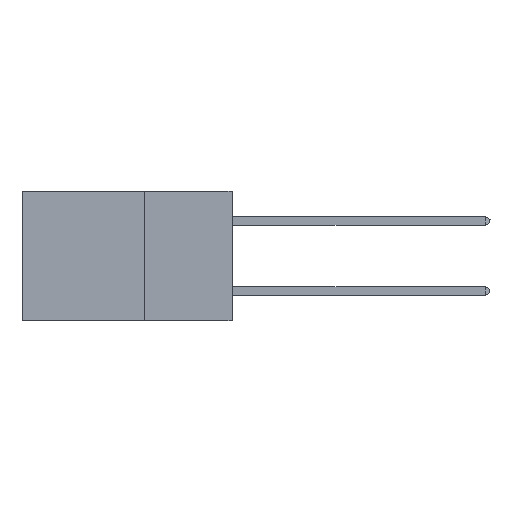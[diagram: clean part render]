
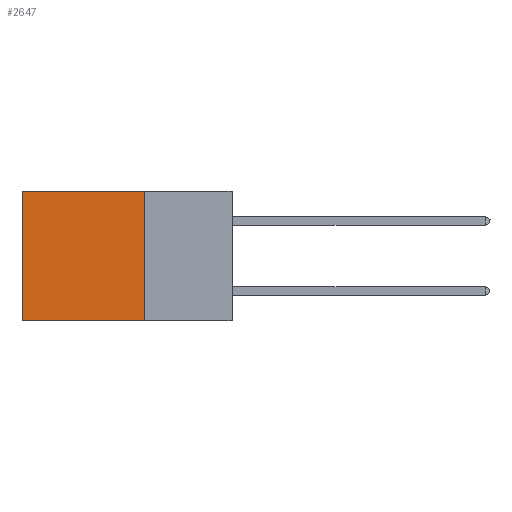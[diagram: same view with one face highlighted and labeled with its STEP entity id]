
A CAD part, left-side view. The second image highlights one B-rep face of the part: STEP entity #2647.
In plain terms, the highlighted planar face has unit normal (-1, 0, 0).
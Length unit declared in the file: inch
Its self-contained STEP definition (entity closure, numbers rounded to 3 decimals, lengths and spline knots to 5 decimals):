
#252 = VECTOR ( 'NONE', #2213, 39.37008 ) ;
#448 = ORIENTED_EDGE ( 'NONE', *, *, #2770, .F. ) ;
#1956 = FACE_OUTER_BOUND ( 'NONE', #13877, .T. ) ;
#2213 = DIRECTION ( 'NONE',  ( 0., 1., 0. ) ) ;
#2647 = ADVANCED_FACE ( 'NONE', ( #1956 ), #2997, .F. ) ;
#2770 = EDGE_CURVE ( 'NONE', #8350, #4649, #3456, .T. ) ;
#2997 = PLANE ( 'NONE',  #3995 ) ;
#3456 = LINE ( 'NONE', #13934, #4728 ) ;
#3502 = CARTESIAN_POINT ( 'NONE',  ( 0.2875, 0.6, 0. ) ) ;
#3995 = AXIS2_PLACEMENT_3D ( 'NONE', #6659, #6592, #11230 ) ;
#4287 = DIRECTION ( 'NONE',  ( 0., 0., -1. ) ) ;
#4553 = VERTEX_POINT ( 'NONE', #13113 ) ;
#4649 = VERTEX_POINT ( 'NONE', #5599 ) ;
#4728 = VECTOR ( 'NONE', #7031, 39.37008 ) ;
#5018 = ORIENTED_EDGE ( 'NONE', *, *, #6160, .T. ) ;
#5566 = VECTOR ( 'NONE', #11287, 39.37008 ) ;
#5599 = CARTESIAN_POINT ( 'NONE',  ( 0.2875, 0.25, -0.37 ) ) ;
#5762 = CARTESIAN_POINT ( 'NONE',  ( 0.2875, 0.25, 0. ) ) ;
#6160 = EDGE_CURVE ( 'NONE', #8350, #7495, #13632, .T. ) ;
#6592 = DIRECTION ( 'NONE',  ( 1., 0., 0. ) ) ;
#6645 = CARTESIAN_POINT ( 'NONE',  ( 0.2875, 0.25, 0. ) ) ;
#6659 = CARTESIAN_POINT ( 'NONE',  ( 0.2875, 0.25, 0. ) ) ;
#6779 = CARTESIAN_POINT ( 'NONE',  ( 0.2875, 0.25, -0.37 ) ) ;
#7031 = DIRECTION ( 'NONE',  ( 0., 0., -1. ) ) ;
#7495 = VERTEX_POINT ( 'NONE', #3502 ) ;
#7889 = VECTOR ( 'NONE', #4287, 39.37008 ) ;
#8350 = VERTEX_POINT ( 'NONE', #5762 ) ;
#8819 = CARTESIAN_POINT ( 'NONE',  ( 0.2875, 0.6, 0. ) ) ;
#8865 = ORIENTED_EDGE ( 'NONE', *, *, #9015, .F. ) ;
#9015 = EDGE_CURVE ( 'NONE', #4649, #4553, #10271, .T. ) ;
#9055 = LINE ( 'NONE', #8819, #7889 ) ;
#9623 = ORIENTED_EDGE ( 'NONE', *, *, #11766, .T. ) ;
#10271 = LINE ( 'NONE', #6779, #252 ) ;
#11230 = DIRECTION ( 'NONE',  ( 0., 0., -1. ) ) ;
#11287 = DIRECTION ( 'NONE',  ( 0., 1., 0. ) ) ;
#11766 = EDGE_CURVE ( 'NONE', #7495, #4553, #9055, .T. ) ;
#13113 = CARTESIAN_POINT ( 'NONE',  ( 0.2875, 0.6, -0.37 ) ) ;
#13632 = LINE ( 'NONE', #6645, #5566 ) ;
#13877 = EDGE_LOOP ( 'NONE', ( #9623, #8865, #448, #5018 ) ) ;
#13934 = CARTESIAN_POINT ( 'NONE',  ( 0.2875, 0.25, 0. ) ) ;
